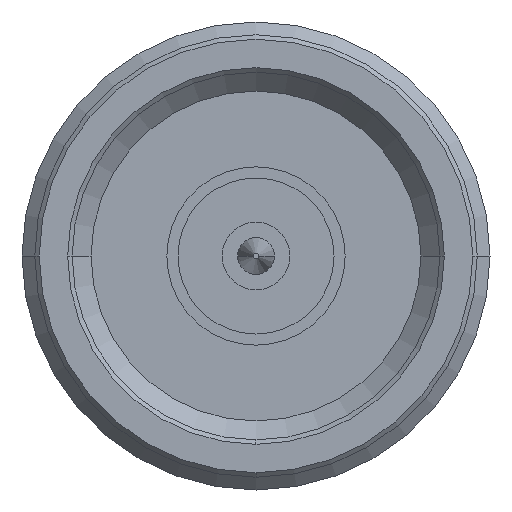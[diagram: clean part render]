
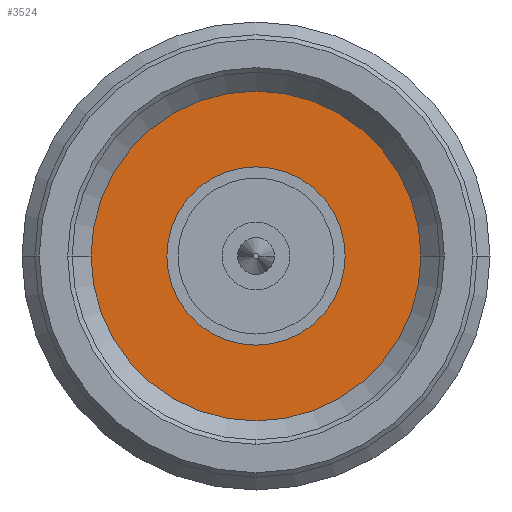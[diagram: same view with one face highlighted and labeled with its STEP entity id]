
A CAD part, left-side view. The second image highlights one B-rep face of the part: STEP entity #3524.
In plain terms, the highlighted planar face has unit normal (-1, 0, 0).
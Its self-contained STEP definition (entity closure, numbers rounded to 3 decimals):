
#106 = AXIS2_PLACEMENT_3D ( 'NONE', #2717, #1093, #3982 ) ;
#164 = ORIENTED_EDGE ( 'NONE', *, *, #3889, .F. ) ;
#264 = AXIS2_PLACEMENT_3D ( 'NONE', #2594, #4219, #3881 ) ;
#290 = EDGE_CURVE ( 'NONE', #1465, #3041, #3956, .T. ) ;
#292 = VERTEX_POINT ( 'NONE', #4208 ) ;
#317 = DIRECTION ( 'NONE',  ( 0., 1., 0. ) ) ;
#560 = CIRCLE ( 'NONE', #2000, 4. ) ;
#786 = VERTEX_POINT ( 'NONE', #1087 ) ;
#836 = CARTESIAN_POINT ( 'NONE',  ( 11.6, 0., 0. ) ) ;
#1087 = CARTESIAN_POINT ( 'NONE',  ( 11.6, -4., 0. ) ) ;
#1093 = DIRECTION ( 'NONE',  ( -1., 0., 0. ) ) ;
#1124 = EDGE_CURVE ( 'NONE', #786, #292, #3751, .T. ) ;
#1209 = CARTESIAN_POINT ( 'NONE',  ( 11.6, -8.85, 0. ) ) ;
#1284 = ORIENTED_EDGE ( 'NONE', *, *, #290, .F. ) ;
#1328 = DIRECTION ( 'NONE',  ( -1., 0., 0. ) ) ;
#1465 = VERTEX_POINT ( 'NONE', #2270 ) ;
#1523 = FACE_OUTER_BOUND ( 'NONE', #3547, .T. ) ;
#1528 = AXIS2_PLACEMENT_3D ( 'NONE', #836, #2167, #4051 ) ;
#1561 = EDGE_CURVE ( 'NONE', #1465, #3041, #2089, .T. ) ;
#1698 = DIRECTION ( 'NONE',  ( 0., 1., 0. ) ) ;
#2000 = AXIS2_PLACEMENT_3D ( 'NONE', #3298, #1328, #1698 ) ;
#2089 = CIRCLE ( 'NONE', #106, 8.85 ) ;
#2167 = DIRECTION ( 'NONE',  ( -1., 0., 0. ) ) ;
#2232 = EDGE_LOOP ( 'NONE', ( #2530, #164 ) ) ;
#2270 = CARTESIAN_POINT ( 'NONE',  ( 11.6, 8.85, 0. ) ) ;
#2498 = CARTESIAN_POINT ( 'NONE',  ( 11.6, 0., 0. ) ) ;
#2530 = ORIENTED_EDGE ( 'NONE', *, *, #1124, .F. ) ;
#2594 = CARTESIAN_POINT ( 'NONE',  ( 11.6, 0., 0. ) ) ;
#2717 = CARTESIAN_POINT ( 'NONE',  ( 11.6, 0., 0. ) ) ;
#3041 = VERTEX_POINT ( 'NONE', #1209 ) ;
#3131 = AXIS2_PLACEMENT_3D ( 'NONE', #2498, #3509, #317 ) ;
#3298 = CARTESIAN_POINT ( 'NONE',  ( 11.6, 0., 0. ) ) ;
#3427 = FACE_BOUND ( 'NONE', #2232, .T. ) ;
#3447 = PLANE ( 'NONE',  #1528 ) ;
#3509 = DIRECTION ( 'NONE',  ( 1., 0., 0. ) ) ;
#3524 = ADVANCED_FACE ( 'NONE', ( #3427, #1523 ), #3447, .T. ) ;
#3547 = EDGE_LOOP ( 'NONE', ( #3556, #1284 ) ) ;
#3556 = ORIENTED_EDGE ( 'NONE', *, *, #1561, .T. ) ;
#3751 = CIRCLE ( 'NONE', #264, 4. ) ;
#3881 = DIRECTION ( 'NONE',  ( 0., -1., 0. ) ) ;
#3889 = EDGE_CURVE ( 'NONE', #292, #786, #560, .T. ) ;
#3956 = CIRCLE ( 'NONE', #3131, 8.85 ) ;
#3982 = DIRECTION ( 'NONE',  ( 0., 1., 0. ) ) ;
#4051 = DIRECTION ( 'NONE',  ( 0., 0., 1. ) ) ;
#4208 = CARTESIAN_POINT ( 'NONE',  ( 11.6, 4., 0. ) ) ;
#4219 = DIRECTION ( 'NONE',  ( -1., 0., 0. ) ) ;
